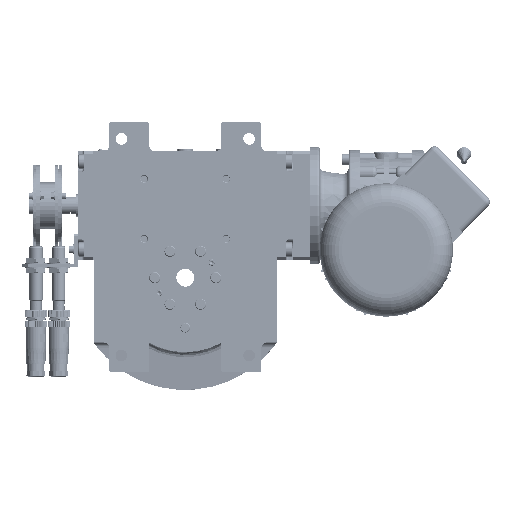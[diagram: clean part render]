
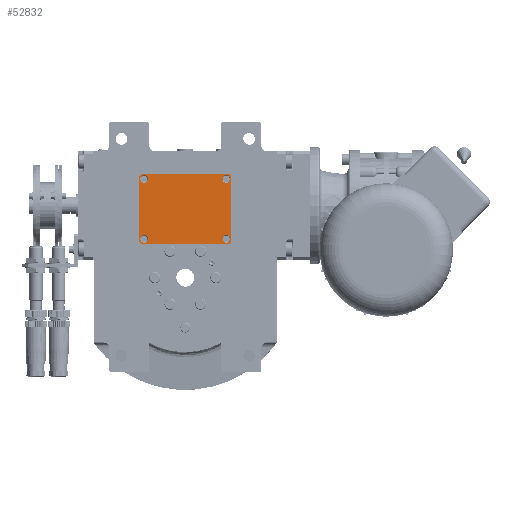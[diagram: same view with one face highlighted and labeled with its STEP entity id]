
A CAD part, front view. The second image highlights one B-rep face of the part: STEP entity #52832.
In plain terms, the highlighted face is planar.
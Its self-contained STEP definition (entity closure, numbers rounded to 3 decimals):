
#2921 = LINE ( 'NONE', #165149, #151465 ) ;
#3114 = ORIENTED_EDGE ( 'NONE', *, *, #5071, .T. ) ;
#4965 = ORIENTED_EDGE ( 'NONE', *, *, #117789, .F. ) ;
#5071 = EDGE_CURVE ( 'NONE', #144576, #113407, #53602, .T. ) ;
#8220 = EDGE_CURVE ( 'NONE', #90033, #120622, #103876, .T. ) ;
#8534 = CARTESIAN_POINT ( 'NONE',  ( -40.5, 27., 3. ) ) ;
#9723 = CARTESIAN_POINT ( 'NONE',  ( 37., 27., 3. ) ) ;
#10415 = CIRCLE ( 'NONE', #33155, 3.5 ) ;
#11381 = AXIS2_PLACEMENT_3D ( 'NONE', #171467, #21727, #45827 ) ;
#12781 = VECTOR ( 'NONE', #75392, 1000. ) ;
#14699 = CARTESIAN_POINT ( 'NONE',  ( -41.5, -29.5, 3. ) ) ;
#14709 = VECTOR ( 'NONE', #127870, 1000. ) ;
#15787 = EDGE_CURVE ( 'NONE', #36526, #147019, #10415, .T. ) ;
#17805 = VERTEX_POINT ( 'NONE', #154334 ) ;
#19380 = DIRECTION ( 'NONE',  ( -1., 0., 0. ) ) ;
#21727 = DIRECTION ( 'NONE',  ( 0., 0., 1. ) ) ;
#22410 = CARTESIAN_POINT ( 'NONE',  ( -39.5, -31.5, 3. ) ) ;
#23014 = ORIENTED_EDGE ( 'NONE', *, *, #31107, .F. ) ;
#23329 = EDGE_LOOP ( 'NONE', ( #53760, #80232 ) ) ;
#23731 = VECTOR ( 'NONE', #149845, 1000. ) ;
#23940 = DIRECTION ( 'NONE',  ( 1., 0., 0. ) ) ;
#25647 = EDGE_CURVE ( 'NONE', #33495, #63451, #25736, .T. ) ;
#25736 = CIRCLE ( 'NONE', #54115, 3.5 ) ;
#28577 = EDGE_CURVE ( 'NONE', #109829, #144576, #2921, .T. ) ;
#29774 = ORIENTED_EDGE ( 'NONE', *, *, #30006, .F. ) ;
#30006 = EDGE_CURVE ( 'NONE', #127298, #50200, #100164, .T. ) ;
#30978 = CARTESIAN_POINT ( 'NONE',  ( -37., -27., 3. ) ) ;
#31107 = EDGE_CURVE ( 'NONE', #50200, #127298, #46339, .T. ) ;
#31684 = ORIENTED_EDGE ( 'NONE', *, *, #28577, .T. ) ;
#33155 = AXIS2_PLACEMENT_3D ( 'NONE', #60456, #169155, #47042 ) ;
#33495 = VERTEX_POINT ( 'NONE', #8534 ) ;
#36526 = VERTEX_POINT ( 'NONE', #41840 ) ;
#38414 = EDGE_LOOP ( 'NONE', ( #137679, #60402 ) ) ;
#39343 = CARTESIAN_POINT ( 'NONE',  ( 33.5, -27., 3. ) ) ;
#41840 = CARTESIAN_POINT ( 'NONE',  ( 40.5, 27., 3. ) ) ;
#42656 = CARTESIAN_POINT ( 'NONE',  ( 41.5, -29.5, 3. ) ) ;
#43639 = CARTESIAN_POINT ( 'NONE',  ( 39.5, -31.5, 3. ) ) ;
#45827 = DIRECTION ( 'NONE',  ( 1., 0., 0. ) ) ;
#46339 = CIRCLE ( 'NONE', #114566, 3.5 ) ;
#47042 = DIRECTION ( 'NONE',  ( 1., 0., 0. ) ) ;
#50200 = VERTEX_POINT ( 'NONE', #90730 ) ;
#50684 = FACE_BOUND ( 'NONE', #103917, .T. ) ;
#50719 = DIRECTION ( 'NONE',  ( 0., 0., 1. ) ) ;
#51499 = ORIENTED_EDGE ( 'NONE', *, *, #163504, .T. ) ;
#52832 = ADVANCED_FACE ( 'NONE', ( #80059, #172795, #174558, #134453, #50684 ), #148694, .T. ) ;
#53602 = LINE ( 'NONE', #164951, #23731 ) ;
#53760 = ORIENTED_EDGE ( 'NONE', *, *, #137094, .F. ) ;
#54115 = AXIS2_PLACEMENT_3D ( 'NONE', #128040, #61190, #115536 ) ;
#57457 = AXIS2_PLACEMENT_3D ( 'NONE', #135626, #82989, #154235 ) ;
#58469 = VECTOR ( 'NONE', #104952, 1000. ) ;
#59143 = CARTESIAN_POINT ( 'NONE',  ( -33.5, 27., 3. ) ) ;
#59258 = EDGE_LOOP ( 'NONE', ( #23014, #29774 ) ) ;
#60402 = ORIENTED_EDGE ( 'NONE', *, *, #175714, .F. ) ;
#60456 = CARTESIAN_POINT ( 'NONE',  ( 37., 27., 3. ) ) ;
#61190 = DIRECTION ( 'NONE',  ( 0., 0., 1. ) ) ;
#63451 = VERTEX_POINT ( 'NONE', #59143 ) ;
#63550 = CARTESIAN_POINT ( 'NONE',  ( 37., -27., 3. ) ) ;
#64879 = CARTESIAN_POINT ( 'NONE',  ( 39.5, 31.5, 3. ) ) ;
#73395 = CARTESIAN_POINT ( 'NONE',  ( 39.5, 31.5, 3. ) ) ;
#73494 = LINE ( 'NONE', #171478, #14709 ) ;
#75392 = DIRECTION ( 'NONE',  ( -0.707, 0.707, 0. ) ) ;
#76784 = DIRECTION ( 'NONE',  ( 1., 0., 0. ) ) ;
#80059 = FACE_OUTER_BOUND ( 'NONE', #156583, .T. ) ;
#80232 = ORIENTED_EDGE ( 'NONE', *, *, #25647, .F. ) ;
#82989 = DIRECTION ( 'NONE',  ( 0., 0., 1. ) ) ;
#83444 = VERTEX_POINT ( 'NONE', #124567 ) ;
#83693 = CARTESIAN_POINT ( 'NONE',  ( -37., 27., 3. ) ) ;
#85352 = DIRECTION ( 'NONE',  ( 0., 0., 1. ) ) ;
#86252 = ORIENTED_EDGE ( 'NONE', *, *, #169628, .T. ) ;
#87852 = CIRCLE ( 'NONE', #170313, 3.5 ) ;
#89737 = AXIS2_PLACEMENT_3D ( 'NONE', #83693, #168322, #128222 ) ;
#90033 = VERTEX_POINT ( 'NONE', #134530 ) ;
#90148 = LINE ( 'NONE', #22410, #151884 ) ;
#90730 = CARTESIAN_POINT ( 'NONE',  ( 40.5, -27., 3. ) ) ;
#90799 = CARTESIAN_POINT ( 'NONE',  ( 0., 0., 3. ) ) ;
#92482 = LINE ( 'NONE', #105844, #93767 ) ;
#93767 = VECTOR ( 'NONE', #133494, 1000. ) ;
#94087 = CARTESIAN_POINT ( 'NONE',  ( -33.5, -27., 3. ) ) ;
#95797 = CARTESIAN_POINT ( 'NONE',  ( 39.5, -31.5, 3. ) ) ;
#96247 = DIRECTION ( 'NONE',  ( 0.707, 0.707, 0. ) ) ;
#98914 = EDGE_CURVE ( 'NONE', #144607, #133817, #122152, .T. ) ;
#99150 = DIRECTION ( 'NONE',  ( 0., -1., 0. ) ) ;
#99453 = EDGE_CURVE ( 'NONE', #133817, #90033, #73494, .T. ) ;
#100164 = CIRCLE ( 'NONE', #57457, 3.5 ) ;
#100880 = VECTOR ( 'NONE', #96247, 1000. ) ;
#103062 = AXIS2_PLACEMENT_3D ( 'NONE', #30978, #85352, #19380 ) ;
#103342 = CARTESIAN_POINT ( 'NONE',  ( -41.5, 29.5, 3. ) ) ;
#103599 = ORIENTED_EDGE ( 'NONE', *, *, #137240, .T. ) ;
#103876 = LINE ( 'NONE', #143133, #12781 ) ;
#103917 = EDGE_LOOP ( 'NONE', ( #4965, #154375 ) ) ;
#104068 = LINE ( 'NONE', #64879, #58469 ) ;
#104952 = DIRECTION ( 'NONE',  ( -1., 0., 0. ) ) ;
#105844 = CARTESIAN_POINT ( 'NONE',  ( -39.5, 31.5, 3. ) ) ;
#109829 = VERTEX_POINT ( 'NONE', #103342 ) ;
#110982 = CIRCLE ( 'NONE', #11381, 3.5 ) ;
#113407 = VERTEX_POINT ( 'NONE', #127300 ) ;
#114566 = AXIS2_PLACEMENT_3D ( 'NONE', #63550, #144638, #117887 ) ;
#114922 = CARTESIAN_POINT ( 'NONE',  ( 33.5, 27., 3. ) ) ;
#115536 = DIRECTION ( 'NONE',  ( -1., 0., 0. ) ) ;
#117789 = EDGE_CURVE ( 'NONE', #147777, #17805, #110982, .T. ) ;
#117887 = DIRECTION ( 'NONE',  ( 1., 0., 0. ) ) ;
#119323 = DIRECTION ( 'NONE',  ( 0., 0., 1. ) ) ;
#120622 = VERTEX_POINT ( 'NONE', #73395 ) ;
#122152 = LINE ( 'NONE', #43639, #100880 ) ;
#122814 = ORIENTED_EDGE ( 'NONE', *, *, #99453, .T. ) ;
#124567 = CARTESIAN_POINT ( 'NONE',  ( -39.5, 31.5, 3. ) ) ;
#125870 = CIRCLE ( 'NONE', #103062, 3.5 ) ;
#127298 = VERTEX_POINT ( 'NONE', #39343 ) ;
#127300 = CARTESIAN_POINT ( 'NONE',  ( -39.5, -31.5, 3. ) ) ;
#127870 = DIRECTION ( 'NONE',  ( 0., 1., 0. ) ) ;
#128040 = CARTESIAN_POINT ( 'NONE',  ( -37., 27., 3. ) ) ;
#128222 = DIRECTION ( 'NONE',  ( 1., 0., 0. ) ) ;
#131441 = EDGE_CURVE ( 'NONE', #17805, #147777, #125870, .T. ) ;
#133494 = DIRECTION ( 'NONE',  ( -0.707, -0.707, 0. ) ) ;
#133606 = DIRECTION ( 'NONE',  ( -1., 0., 0. ) ) ;
#133733 = AXIS2_PLACEMENT_3D ( 'NONE', #90799, #119323, #23940 ) ;
#133817 = VERTEX_POINT ( 'NONE', #42656 ) ;
#134453 = FACE_BOUND ( 'NONE', #59258, .T. ) ;
#134530 = CARTESIAN_POINT ( 'NONE',  ( 41.5, 29.5, 3. ) ) ;
#135626 = CARTESIAN_POINT ( 'NONE',  ( 37., -27., 3. ) ) ;
#137094 = EDGE_CURVE ( 'NONE', #63451, #33495, #152339, .T. ) ;
#137240 = EDGE_CURVE ( 'NONE', #120622, #83444, #104068, .T. ) ;
#137679 = ORIENTED_EDGE ( 'NONE', *, *, #15787, .F. ) ;
#140644 = ORIENTED_EDGE ( 'NONE', *, *, #8220, .T. ) ;
#143133 = CARTESIAN_POINT ( 'NONE',  ( 41.5, 29.5, 3. ) ) ;
#144576 = VERTEX_POINT ( 'NONE', #14699 ) ;
#144607 = VERTEX_POINT ( 'NONE', #95797 ) ;
#144638 = DIRECTION ( 'NONE',  ( 0., 0., 1. ) ) ;
#147019 = VERTEX_POINT ( 'NONE', #114922 ) ;
#147777 = VERTEX_POINT ( 'NONE', #94087 ) ;
#148694 = PLANE ( 'NONE',  #133733 ) ;
#149845 = DIRECTION ( 'NONE',  ( 0.707, -0.707, 0. ) ) ;
#151465 = VECTOR ( 'NONE', #99150, 1000. ) ;
#151884 = VECTOR ( 'NONE', #76784, 1000. ) ;
#152339 = CIRCLE ( 'NONE', #89737, 3.5 ) ;
#154235 = DIRECTION ( 'NONE',  ( -1., 0., 0. ) ) ;
#154334 = CARTESIAN_POINT ( 'NONE',  ( -40.5, -27., 3. ) ) ;
#154375 = ORIENTED_EDGE ( 'NONE', *, *, #131441, .F. ) ;
#156583 = EDGE_LOOP ( 'NONE', ( #122814, #140644, #103599, #51499, #31684, #3114, #86252, #170359 ) ) ;
#163504 = EDGE_CURVE ( 'NONE', #83444, #109829, #92482, .T. ) ;
#164951 = CARTESIAN_POINT ( 'NONE',  ( -41.5, -29.5, 3. ) ) ;
#165149 = CARTESIAN_POINT ( 'NONE',  ( -41.5, 29.5, 3. ) ) ;
#168322 = DIRECTION ( 'NONE',  ( 0., 0., 1. ) ) ;
#169155 = DIRECTION ( 'NONE',  ( 0., 0., 1. ) ) ;
#169628 = EDGE_CURVE ( 'NONE', #113407, #144607, #90148, .T. ) ;
#170313 = AXIS2_PLACEMENT_3D ( 'NONE', #9723, #50719, #133606 ) ;
#170359 = ORIENTED_EDGE ( 'NONE', *, *, #98914, .T. ) ;
#171467 = CARTESIAN_POINT ( 'NONE',  ( -37., -27., 3. ) ) ;
#171478 = CARTESIAN_POINT ( 'NONE',  ( 41.5, -29.5, 3. ) ) ;
#172795 = FACE_BOUND ( 'NONE', #38414, .T. ) ;
#174558 = FACE_BOUND ( 'NONE', #23329, .T. ) ;
#175714 = EDGE_CURVE ( 'NONE', #147019, #36526, #87852, .T. ) ;
